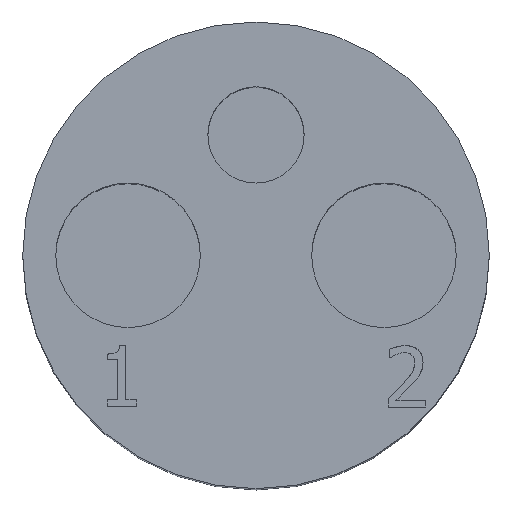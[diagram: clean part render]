
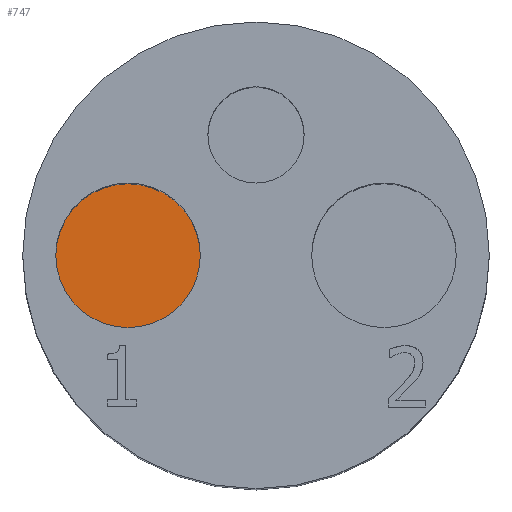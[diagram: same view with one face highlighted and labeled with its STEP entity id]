
A CAD part, top view. The second image highlights one B-rep face of the part: STEP entity #747.
In plain terms, the highlighted planar face has unit normal (0, 0, 1).
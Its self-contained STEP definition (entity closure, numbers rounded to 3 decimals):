
#34=CIRCLE($,#787,2.4);
#119=FACE_OUTER_BOUND($,#165,.T.);
#165=EDGE_LOOP($,(#615));
#361=VERTEX_POINT($,#1293);
#457=EDGE_CURVE($,#361,#361,#34,.T.);
#615=ORIENTED_EDGE($,*,*,#457,.T.);
#675=PLANE($,#789);
#747=ADVANCED_FACE($,(#119),#675,.F.);
#787=AXIS2_PLACEMENT_3D($,#1294,#923,#924);
#789=AXIS2_PLACEMENT_3D($,#1297,#927,#928);
#923=DIRECTION('center_axis',(0.,0.,1.));
#924=DIRECTION('ref_axis',(-1.,0.,0.));
#927=DIRECTION('center_axis',(0.,0.,-1.));
#928=DIRECTION('ref_axis',(-1.,0.,0.));
#1293=CARTESIAN_POINT('',(-1.85,0.,12.5));
#1294=CARTESIAN_POINT('Origin',(-4.25,0.,12.5));
#1297=CARTESIAN_POINT('Origin',(-4.25,0.,12.5));
